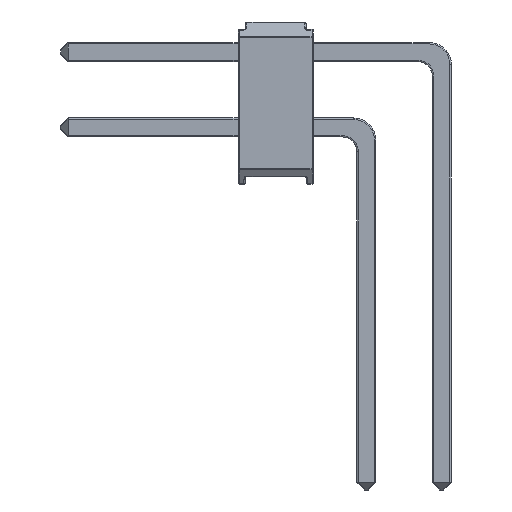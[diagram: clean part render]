
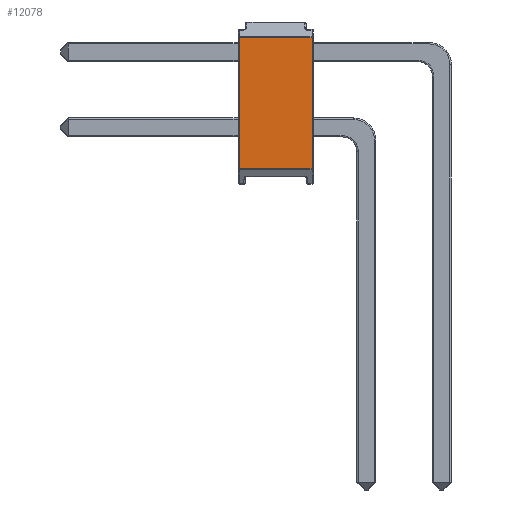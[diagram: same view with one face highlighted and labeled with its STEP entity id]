
A CAD part, left-side view. The second image highlights one B-rep face of the part: STEP entity #12078.
In plain terms, the highlighted planar face has unit normal (-1, 0, 0).
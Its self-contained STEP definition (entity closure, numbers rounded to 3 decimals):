
#120 = CARTESIAN_POINT ( 'NONE',  ( -1.27, 1.27, 2.215 ) ) ;
#484 = DIRECTION ( 'NONE',  ( 0., 1., 0. ) ) ;
#944 = VERTEX_POINT ( 'NONE', #18685 ) ;
#1208 = VERTEX_POINT ( 'NONE', #15619 ) ;
#1477 = LINE ( 'NONE', #11973, #8863 ) ;
#1837 = EDGE_CURVE ( 'NONE', #1208, #9964, #14679, .T. ) ;
#2244 = EDGE_CURVE ( 'NONE', #3597, #944, #3412, .T. ) ;
#2412 = DIRECTION ( 'NONE',  ( 0., 0., -1. ) ) ;
#3315 = AXIS2_PLACEMENT_3D ( 'NONE', #16873, #8225, #18387 ) ;
#3412 = LINE ( 'NONE', #4193, #14561 ) ;
#3540 = VECTOR ( 'NONE', #2412, 1000. ) ;
#3597 = VERTEX_POINT ( 'NONE', #14536 ) ;
#3757 = ORIENTED_EDGE ( 'NONE', *, *, #14940, .T. ) ;
#4193 = CARTESIAN_POINT ( 'NONE',  ( -1.27, -1.22, 2.23 ) ) ;
#6271 = ORIENTED_EDGE ( 'NONE', *, *, #2244, .T. ) ;
#6706 = EDGE_LOOP ( 'NONE', ( #13977, #3757, #6271, #16019 ) ) ;
#8150 = EDGE_CURVE ( 'NONE', #944, #1208, #10545, .T. ) ;
#8225 = DIRECTION ( 'NONE',  ( -1., 0., 0. ) ) ;
#8863 = VECTOR ( 'NONE', #13356, 1000. ) ;
#9964 = VERTEX_POINT ( 'NONE', #13999 ) ;
#10545 = LINE ( 'NONE', #120, #17806 ) ;
#11089 = PLANE ( 'NONE',  #3315 ) ;
#11740 = FACE_OUTER_BOUND ( 'NONE', #6706, .T. ) ;
#11973 = CARTESIAN_POINT ( 'NONE',  ( -1.27, 1.27, -2.215 ) ) ;
#12078 = ADVANCED_FACE ( 'NONE', ( #11740 ), #11089, .T. ) ;
#13356 = DIRECTION ( 'NONE',  ( 0., -1., 0. ) ) ;
#13977 = ORIENTED_EDGE ( 'NONE', *, *, #1837, .T. ) ;
#13999 = CARTESIAN_POINT ( 'NONE',  ( -1.27, 1.22, -2.215 ) ) ;
#14536 = CARTESIAN_POINT ( 'NONE',  ( -1.27, -1.22, -2.215 ) ) ;
#14561 = VECTOR ( 'NONE', #17609, 1000. ) ;
#14679 = LINE ( 'NONE', #17048, #3540 ) ;
#14940 = EDGE_CURVE ( 'NONE', #9964, #3597, #1477, .T. ) ;
#15619 = CARTESIAN_POINT ( 'NONE',  ( -1.27, 1.22, 2.215 ) ) ;
#16019 = ORIENTED_EDGE ( 'NONE', *, *, #8150, .T. ) ;
#16873 = CARTESIAN_POINT ( 'NONE',  ( -1.27, 1.27, 0. ) ) ;
#17048 = CARTESIAN_POINT ( 'NONE',  ( -1.27, 1.22, 0. ) ) ;
#17609 = DIRECTION ( 'NONE',  ( 0., 0., 1. ) ) ;
#17806 = VECTOR ( 'NONE', #484, 1000. ) ;
#18387 = DIRECTION ( 'NONE',  ( 0., 0., 1. ) ) ;
#18685 = CARTESIAN_POINT ( 'NONE',  ( -1.27, -1.22, 2.215 ) ) ;
